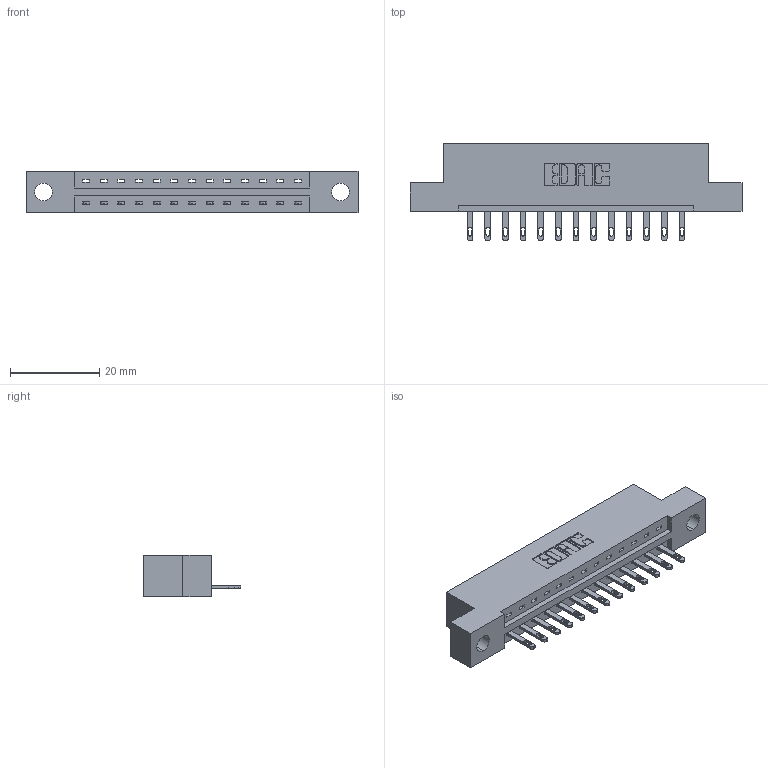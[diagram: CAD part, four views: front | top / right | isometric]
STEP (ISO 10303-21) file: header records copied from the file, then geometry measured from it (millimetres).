
FILE_DESCRIPTION (( 'STEP AP203' ), '1' );
FILE_NAME ('337-013-500-104.STEP', '2018-08-04T06:14:12', ( '' ), ( '' ), 'SwSTEP 2.0', 'SolidWorks 2016', '' );
FILE_SCHEMA (( 'CONFIG_CONTROL_DESIGN' ));
Length unit declared in the file: inch
Products named in the file (3): 337 Part_Flush Mounting Lugs - 0.156 Dia-TH; 345-292-001_345-293-100; 337-013-500-104
Assembly tree (14 placements, depth 2):
  337-013-500-104
    337 Part_Flush Mounting Lugs - 0.156 Dia-TH
    345-292-001_345-293-100  x13
Bounding box: 74.52 x 21.85 x 9.4 mm (x, y, z)
Volume: 7302.8 mm3; surface area: 7211 mm2
Topology: 14 solids, 14 shells, 868 faces, 2651 edges, 1766 vertices
Faces by surface type: plane 590, cylinder 278
Entity records: 13347 total; most frequent: CARTESIAN_POINT 2329, ORIENTED_EDGE 2278, DIRECTION 2021, EDGE_CURVE 1139, LINE 1007, VECTOR 1007, VERTEX_POINT 758, AXIS2_PLACEMENT_3D 507
